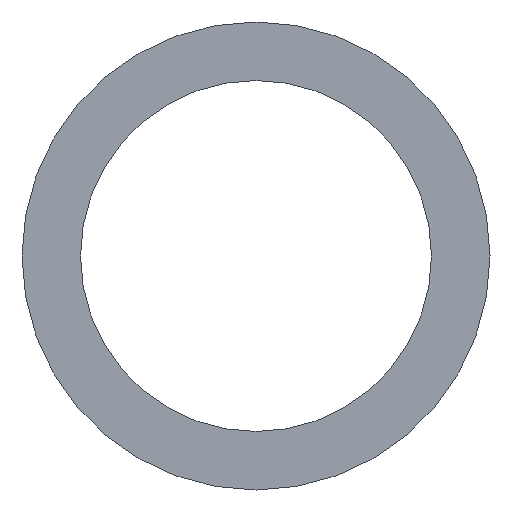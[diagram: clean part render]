
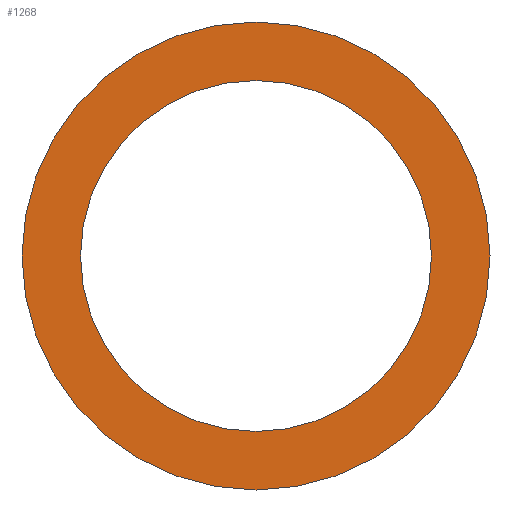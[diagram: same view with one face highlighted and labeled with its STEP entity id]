
A CAD part, left-side view. The second image highlights one B-rep face of the part: STEP entity #1268.
In plain terms, the highlighted planar face has unit normal (-1, 0, 0).
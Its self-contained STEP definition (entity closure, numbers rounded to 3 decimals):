
#1268 = ADVANCED_FACE( '', ( #1298, #1299 ), #1300, .T. );
#1298 = FACE_BOUND( '', #1355, .T. );
#1299 = FACE_OUTER_BOUND( '', #1356, .T. );
#1300 = PLANE( '', #1357 );
#1355 = EDGE_LOOP( '', ( #1419 ) );
#1356 = EDGE_LOOP( '', ( #1420 ) );
#1357 = AXIS2_PLACEMENT_3D( '', #1421, #1422, #1423 );
#1419 = ORIENTED_EDGE( '', *, *, #1499, .T. );
#1420 = ORIENTED_EDGE( '', *, *, #1500, .F. );
#1421 = CARTESIAN_POINT( '', ( -3., 50., 0. ) );
#1422 = DIRECTION( '', ( -1., 0., 0. ) );
#1423 = DIRECTION( '', ( 0., 0., 1. ) );
#1499 = EDGE_CURVE( '', #1521, #1521, #1522, .T. );
#1500 = EDGE_CURVE( '', #1523, #1523, #1524, .T. );
#1521 = VERTEX_POINT( '', #1557 );
#1522 = CIRCLE( '', #1558, 37.5 );
#1523 = VERTEX_POINT( '', #1559 );
#1524 = CIRCLE( '', #1560, 50. );
#1557 = CARTESIAN_POINT( '', ( -3., 0., -37.5 ) );
#1558 = AXIS2_PLACEMENT_3D( '', #1597, #1598, #1599 );
#1559 = CARTESIAN_POINT( '', ( -3., 0., -50. ) );
#1560 = AXIS2_PLACEMENT_3D( '', #1600, #1601, #1602 );
#1597 = CARTESIAN_POINT( '', ( -3., 0., 0. ) );
#1598 = DIRECTION( '', ( 1., 0., 0. ) );
#1599 = DIRECTION( '', ( 0., 0., -1. ) );
#1600 = CARTESIAN_POINT( '', ( -3., 0., 0. ) );
#1601 = DIRECTION( '', ( 1., 0., 0. ) );
#1602 = DIRECTION( '', ( 0., 0., -1. ) );
